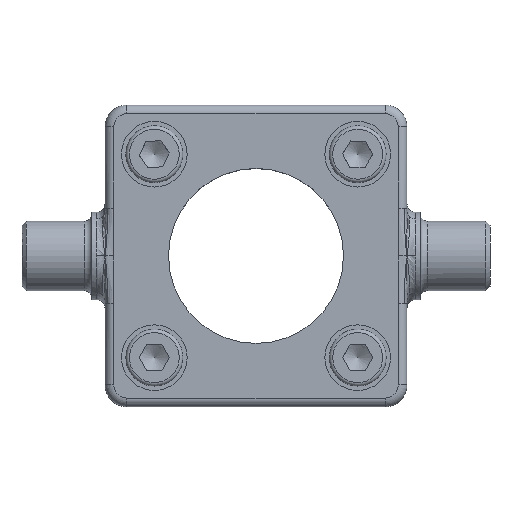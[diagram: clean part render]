
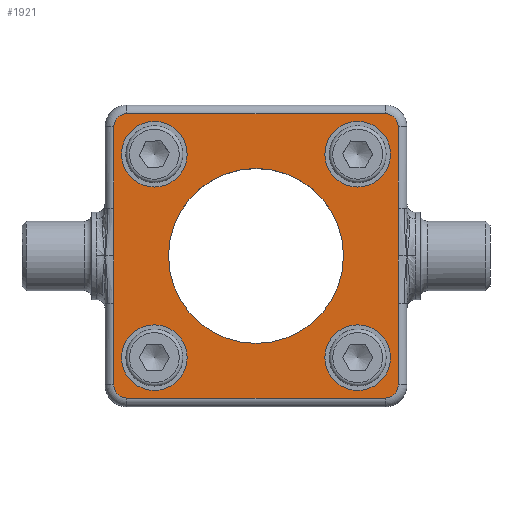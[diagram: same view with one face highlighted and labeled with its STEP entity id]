
A CAD part, top view. The second image highlights one B-rep face of the part: STEP entity #1921.
In plain terms, the highlighted planar face has unit normal (0, 0, 1).
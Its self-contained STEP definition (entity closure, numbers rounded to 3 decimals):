
#107=FACE_BOUND('',#564,.T.);
#108=FACE_BOUND('',#565,.T.);
#109=FACE_BOUND('',#566,.T.);
#110=FACE_BOUND('',#567,.T.);
#111=FACE_BOUND('',#568,.T.);
#162=PLANE('',#2098);
#206=LINE('',#3246,#292);
#207=LINE('',#3323,#293);
#208=LINE('',#3928,#294);
#209=LINE('',#4005,#295);
#215=LINE('',#4391,#301);
#217=LINE('',#4403,#303);
#219=LINE('',#4412,#305);
#221=LINE('',#4452,#307);
#223=LINE('',#4464,#309);
#225=LINE('',#4473,#311);
#292=VECTOR('',#2223,10.944);
#293=VECTOR('',#2228,10.944);
#294=VECTOR('',#2239,10.944);
#295=VECTOR('',#2244,10.944);
#301=VECTOR('',#2332,18.556);
#303=VECTOR('',#2346,59.);
#305=VECTOR('',#2358,18.556);
#307=VECTOR('',#2376,18.556);
#309=VECTOR('',#2390,59.);
#311=VECTOR('',#2402,18.556);
#426=FACE_OUTER_BOUND('',#563,.T.);
#563=EDGE_LOOP('',(#1433,#1434,#1435,#1436,#1437,#1438,#1439,#1440,#1441,
#1442,#1443,#1444,#1445,#1446));
#564=EDGE_LOOP('',(#1447));
#565=EDGE_LOOP('',(#1448));
#566=EDGE_LOOP('',(#1449));
#567=EDGE_LOOP('',(#1450));
#568=EDGE_LOOP('',(#1451));
#732=CIRCLE('',#2059,3.);
#736=CIRCLE('',#2065,3.);
#744=CIRCLE('',#2078,3.);
#748=CIRCLE('',#2084,3.);
#753=CIRCLE('',#2099,20.);
#754=CIRCLE('',#2100,7.5);
#755=CIRCLE('',#2101,7.5);
#756=CIRCLE('',#2102,7.5);
#757=CIRCLE('',#2103,7.5);
#833=VERTEX_POINT('',#3236);
#834=VERTEX_POINT('',#3245);
#836=VERTEX_POINT('',#3321);
#849=VERTEX_POINT('',#3918);
#850=VERTEX_POINT('',#3927);
#852=VERTEX_POINT('',#4003);
#885=VERTEX_POINT('',#4387);
#887=VERTEX_POINT('',#4393);
#889=VERTEX_POINT('',#4399);
#891=VERTEX_POINT('',#4405);
#897=VERTEX_POINT('',#4448);
#899=VERTEX_POINT('',#4454);
#901=VERTEX_POINT('',#4460);
#903=VERTEX_POINT('',#4466);
#911=VERTEX_POINT('',#4526);
#912=VERTEX_POINT('',#4528);
#913=VERTEX_POINT('',#4530);
#914=VERTEX_POINT('',#4532);
#915=VERTEX_POINT('',#4534);
#1011=EDGE_CURVE('',#833,#834,#206,.T.);
#1015=EDGE_CURVE('',#836,#833,#207,.T.);
#1033=EDGE_CURVE('',#849,#850,#208,.T.);
#1037=EDGE_CURVE('',#852,#849,#209,.T.);
#1077=EDGE_CURVE('',#834,#885,#215,.T.);
#1080=EDGE_CURVE('',#885,#887,#732,.T.);
#1083=EDGE_CURVE('',#887,#889,#217,.T.);
#1086=EDGE_CURVE('',#889,#891,#736,.T.);
#1088=EDGE_CURVE('',#891,#852,#219,.T.);
#1097=EDGE_CURVE('',#850,#897,#221,.T.);
#1100=EDGE_CURVE('',#897,#899,#744,.T.);
#1103=EDGE_CURVE('',#899,#901,#223,.T.);
#1106=EDGE_CURVE('',#901,#903,#748,.T.);
#1108=EDGE_CURVE('',#903,#836,#225,.T.);
#1124=EDGE_CURVE('',#911,#911,#753,.T.);
#1125=EDGE_CURVE('',#912,#912,#754,.T.);
#1126=EDGE_CURVE('',#913,#913,#755,.T.);
#1127=EDGE_CURVE('',#914,#914,#756,.T.);
#1128=EDGE_CURVE('',#915,#915,#757,.T.);
#1433=ORIENTED_EDGE('',*,*,#1015,.F.);
#1434=ORIENTED_EDGE('',*,*,#1108,.F.);
#1435=ORIENTED_EDGE('',*,*,#1106,.F.);
#1436=ORIENTED_EDGE('',*,*,#1103,.F.);
#1437=ORIENTED_EDGE('',*,*,#1100,.F.);
#1438=ORIENTED_EDGE('',*,*,#1097,.F.);
#1439=ORIENTED_EDGE('',*,*,#1033,.F.);
#1440=ORIENTED_EDGE('',*,*,#1037,.F.);
#1441=ORIENTED_EDGE('',*,*,#1088,.F.);
#1442=ORIENTED_EDGE('',*,*,#1086,.F.);
#1443=ORIENTED_EDGE('',*,*,#1083,.F.);
#1444=ORIENTED_EDGE('',*,*,#1080,.F.);
#1445=ORIENTED_EDGE('',*,*,#1077,.F.);
#1446=ORIENTED_EDGE('',*,*,#1011,.F.);
#1447=ORIENTED_EDGE('',*,*,#1124,.T.);
#1448=ORIENTED_EDGE('',*,*,#1125,.T.);
#1449=ORIENTED_EDGE('',*,*,#1126,.T.);
#1450=ORIENTED_EDGE('',*,*,#1127,.T.);
#1451=ORIENTED_EDGE('',*,*,#1128,.T.);
#1921=ADVANCED_FACE('',(#426,#107,#108,#109,#110,#111),#162,.T.);
#2059=AXIS2_PLACEMENT_3D('',#4397,#2339,#2340);
#2065=AXIS2_PLACEMENT_3D('',#4409,#2353,#2354);
#2078=AXIS2_PLACEMENT_3D('',#4458,#2383,#2384);
#2084=AXIS2_PLACEMENT_3D('',#4470,#2397,#2398);
#2098=AXIS2_PLACEMENT_3D('',#4525,#2436,#2437);
#2099=AXIS2_PLACEMENT_3D('',#4527,#2438,#2439);
#2100=AXIS2_PLACEMENT_3D('',#4529,#2440,#2441);
#2101=AXIS2_PLACEMENT_3D('',#4531,#2442,#2443);
#2102=AXIS2_PLACEMENT_3D('',#4533,#2444,#2445);
#2103=AXIS2_PLACEMENT_3D('',#4535,#2446,#2447);
#2223=DIRECTION('',(0.,1.,0.));
#2228=DIRECTION('',(0.,1.,0.));
#2239=DIRECTION('',(0.,-1.,0.));
#2244=DIRECTION('',(0.,-1.,0.));
#2332=DIRECTION('',(0.,1.,0.));
#2339=DIRECTION('center_axis',(0.,0.,-1.));
#2340=DIRECTION('ref_axis',(-0.707,0.707,0.));
#2346=DIRECTION('',(1.,0.,0.));
#2353=DIRECTION('center_axis',(0.,0.,-1.));
#2354=DIRECTION('ref_axis',(0.707,0.707,0.));
#2358=DIRECTION('',(0.,-1.,0.));
#2376=DIRECTION('',(0.,-1.,0.));
#2383=DIRECTION('center_axis',(0.,0.,-1.));
#2384=DIRECTION('ref_axis',(0.707,-0.707,0.));
#2390=DIRECTION('',(-1.,0.,0.));
#2397=DIRECTION('center_axis',(0.,0.,-1.));
#2398=DIRECTION('ref_axis',(-0.707,-0.707,0.));
#2402=DIRECTION('',(0.,1.,0.));
#2436=DIRECTION('center_axis',(0.,0.,1.));
#2437=DIRECTION('ref_axis',(1.,0.,0.));
#2438=DIRECTION('center_axis',(0.,0.,-1.));
#2439=DIRECTION('ref_axis',(-1.,0.,0.));
#2440=DIRECTION('center_axis',(0.,0.,-1.));
#2441=DIRECTION('ref_axis',(1.,0.,0.));
#2442=DIRECTION('center_axis',(0.,0.,-1.));
#2443=DIRECTION('ref_axis',(1.,0.,0.));
#2444=DIRECTION('center_axis',(0.,0.,-1.));
#2445=DIRECTION('ref_axis',(1.,0.,0.));
#2446=DIRECTION('center_axis',(0.,0.,-1.));
#2447=DIRECTION('ref_axis',(1.,0.,0.));
#3236=CARTESIAN_POINT('',(-32.5,0.,19.));
#3245=CARTESIAN_POINT('',(-32.5,10.944,19.));
#3246=CARTESIAN_POINT('',(-32.5,0.,19.));
#3321=CARTESIAN_POINT('',(-32.5,-10.944,19.));
#3323=CARTESIAN_POINT('',(-32.5,0.,19.));
#3918=CARTESIAN_POINT('',(32.5,0.,19.));
#3927=CARTESIAN_POINT('',(32.5,-10.944,19.));
#3928=CARTESIAN_POINT('',(32.5,0.,19.));
#4003=CARTESIAN_POINT('',(32.5,10.944,19.));
#4005=CARTESIAN_POINT('',(32.5,0.,19.));
#4387=CARTESIAN_POINT('',(-32.5,29.5,19.));
#4391=CARTESIAN_POINT('',(-32.5,-17.25,19.));
#4393=CARTESIAN_POINT('',(-29.5,32.5,19.));
#4397=CARTESIAN_POINT('Origin',(-29.5,29.5,19.));
#4399=CARTESIAN_POINT('',(29.5,32.5,19.));
#4403=CARTESIAN_POINT('',(-17.25,32.5,19.));
#4405=CARTESIAN_POINT('',(32.5,29.5,19.));
#4409=CARTESIAN_POINT('Origin',(29.5,29.5,19.));
#4412=CARTESIAN_POINT('',(32.5,17.25,19.));
#4448=CARTESIAN_POINT('',(32.5,-29.5,19.));
#4452=CARTESIAN_POINT('',(32.5,17.25,19.));
#4454=CARTESIAN_POINT('',(29.5,-32.5,19.));
#4458=CARTESIAN_POINT('Origin',(29.5,-29.5,19.));
#4460=CARTESIAN_POINT('',(-29.5,-32.5,19.));
#4464=CARTESIAN_POINT('',(17.25,-32.5,19.));
#4466=CARTESIAN_POINT('',(-32.5,-29.5,19.));
#4470=CARTESIAN_POINT('Origin',(-29.5,-29.5,19.));
#4473=CARTESIAN_POINT('',(-32.5,-17.25,19.));
#4525=CARTESIAN_POINT('Origin',(0.,0.,
19.));
#4526=CARTESIAN_POINT('',(20.,0.,19.));
#4527=CARTESIAN_POINT('Origin',(0.,0.,
19.));
#4528=CARTESIAN_POINT('',(-15.75,-23.25,19.));
#4529=CARTESIAN_POINT('Origin',(-23.25,-23.25,19.));
#4530=CARTESIAN_POINT('',(30.75,23.25,19.));
#4531=CARTESIAN_POINT('Origin',(23.25,23.25,19.));
#4532=CARTESIAN_POINT('',(-15.75,23.25,19.));
#4533=CARTESIAN_POINT('Origin',(-23.25,23.25,19.));
#4534=CARTESIAN_POINT('',(30.75,-23.25,19.));
#4535=CARTESIAN_POINT('Origin',(23.25,-23.25,19.));
